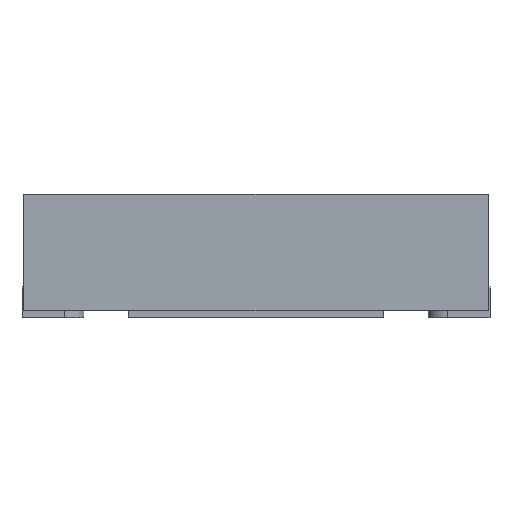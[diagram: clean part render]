
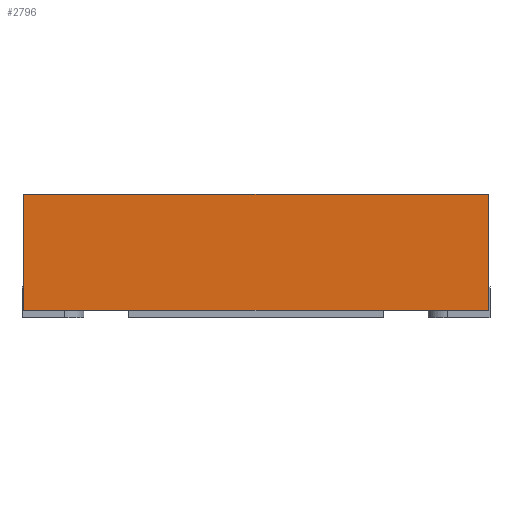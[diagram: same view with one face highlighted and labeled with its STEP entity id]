
A CAD part, front view. The second image highlights one B-rep face of the part: STEP entity #2796.
In plain terms, the highlighted planar face has unit normal (0, -1, 0).
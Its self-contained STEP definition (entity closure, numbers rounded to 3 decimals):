
#2665 = PLANE('',#2666);
#2666 = AXIS2_PLACEMENT_3D('',#2667,#2668,#2669);
#2667 = CARTESIAN_POINT('',(1.5,-1.5,0.8));
#2668 = DIRECTION('',(0.,0.,-1.));
#2669 = DIRECTION('',(1.,0.,0.));
#2796 = ADVANCED_FACE('',(#2797),#2811,.F.);
#2797 = FACE_BOUND('',#2798,.T.);
#2798 = EDGE_LOOP('',(#2799,#2834,#2862,#2885));
#2799 = ORIENTED_EDGE('',*,*,#2800,.T.);
#2800 = EDGE_CURVE('',#2801,#2803,#2805,.T.);
#2801 = VERTEX_POINT('',#2802);
#2802 = CARTESIAN_POINT('',(-1.5,-1.5,0.05));
#2803 = VERTEX_POINT('',#2804);
#2804 = CARTESIAN_POINT('',(1.5,-1.5,0.05));
#2805 = SURFACE_CURVE('',#2806,(#2810,#2822),.PCURVE_S1.);
#2806 = LINE('',#2807,#2808);
#2807 = CARTESIAN_POINT('',(-1.5,-1.5,0.05));
#2808 = VECTOR('',#2809,1.);
#2809 = DIRECTION('',(1.,0.,0.));
#2810 = PCURVE('',#2811,#2816);
#2811 = PLANE('',#2812);
#2812 = AXIS2_PLACEMENT_3D('',#2813,#2814,#2815);
#2813 = CARTESIAN_POINT('',(-1.5,-1.5,0.8));
#2814 = DIRECTION('',(0.,1.,0.));
#2815 = DIRECTION('',(-1.,0.,0.));
#2816 = DEFINITIONAL_REPRESENTATION('',(#2817),#2821);
#2817 = LINE('',#2818,#2819);
#2818 = CARTESIAN_POINT('',(0.,-0.75));
#2819 = VECTOR('',#2820,1.);
#2820 = DIRECTION('',(-1.,0.));
#2821 = ( GEOMETRIC_REPRESENTATION_CONTEXT(2) 
PARAMETRIC_REPRESENTATION_CONTEXT() REPRESENTATION_CONTEXT('2D SPACE',''
  ) );
#2822 = PCURVE('',#2823,#2828);
#2823 = PLANE('',#2824);
#2824 = AXIS2_PLACEMENT_3D('',#2825,#2826,#2827);
#2825 = CARTESIAN_POINT('',(1.5,-1.5,0.05));
#2826 = DIRECTION('',(0.,0.,-1.));
#2827 = DIRECTION('',(1.,0.,0.));
#2828 = DEFINITIONAL_REPRESENTATION('',(#2829),#2833);
#2829 = LINE('',#2830,#2831);
#2830 = CARTESIAN_POINT('',(-3.,0.));
#2831 = VECTOR('',#2832,1.);
#2832 = DIRECTION('',(1.,0.));
#2833 = ( GEOMETRIC_REPRESENTATION_CONTEXT(2) 
PARAMETRIC_REPRESENTATION_CONTEXT() REPRESENTATION_CONTEXT('2D SPACE',''
  ) );
#2834 = ORIENTED_EDGE('',*,*,#2835,.F.);
#2835 = EDGE_CURVE('',#2836,#2803,#2838,.T.);
#2836 = VERTEX_POINT('',#2837);
#2837 = CARTESIAN_POINT('',(1.5,-1.5,0.8));
#2838 = SURFACE_CURVE('',#2839,(#2843,#2850),.PCURVE_S1.);
#2839 = LINE('',#2840,#2841);
#2840 = CARTESIAN_POINT('',(1.5,-1.5,0.8));
#2841 = VECTOR('',#2842,1.);
#2842 = DIRECTION('',(0.,0.,-1.));
#2843 = PCURVE('',#2811,#2844);
#2844 = DEFINITIONAL_REPRESENTATION('',(#2845),#2849);
#2845 = LINE('',#2846,#2847);
#2846 = CARTESIAN_POINT('',(-3.,0.));
#2847 = VECTOR('',#2848,1.);
#2848 = DIRECTION('',(0.,-1.));
#2849 = ( GEOMETRIC_REPRESENTATION_CONTEXT(2) 
PARAMETRIC_REPRESENTATION_CONTEXT() REPRESENTATION_CONTEXT('2D SPACE',''
  ) );
#2850 = PCURVE('',#2851,#2856);
#2851 = PLANE('',#2852);
#2852 = AXIS2_PLACEMENT_3D('',#2853,#2854,#2855);
#2853 = CARTESIAN_POINT('',(1.5,1.5,0.8));
#2854 = DIRECTION('',(-1.,0.,0.));
#2855 = DIRECTION('',(0.,-1.,0.));
#2856 = DEFINITIONAL_REPRESENTATION('',(#2857),#2861);
#2857 = LINE('',#2858,#2859);
#2858 = CARTESIAN_POINT('',(3.,0.));
#2859 = VECTOR('',#2860,1.);
#2860 = DIRECTION('',(0.,-1.));
#2861 = ( GEOMETRIC_REPRESENTATION_CONTEXT(2) 
PARAMETRIC_REPRESENTATION_CONTEXT() REPRESENTATION_CONTEXT('2D SPACE',''
  ) );
#2862 = ORIENTED_EDGE('',*,*,#2863,.F.);
#2863 = EDGE_CURVE('',#2864,#2836,#2866,.T.);
#2864 = VERTEX_POINT('',#2865);
#2865 = CARTESIAN_POINT('',(-1.5,-1.5,0.8));
#2866 = SURFACE_CURVE('',#2867,(#2871,#2878),.PCURVE_S1.);
#2867 = LINE('',#2868,#2869);
#2868 = CARTESIAN_POINT('',(-1.5,-1.5,0.8));
#2869 = VECTOR('',#2870,1.);
#2870 = DIRECTION('',(1.,0.,0.));
#2871 = PCURVE('',#2811,#2872);
#2872 = DEFINITIONAL_REPRESENTATION('',(#2873),#2877);
#2873 = LINE('',#2874,#2875);
#2874 = CARTESIAN_POINT('',(0.,0.));
#2875 = VECTOR('',#2876,1.);
#2876 = DIRECTION('',(-1.,0.));
#2877 = ( GEOMETRIC_REPRESENTATION_CONTEXT(2) 
PARAMETRIC_REPRESENTATION_CONTEXT() REPRESENTATION_CONTEXT('2D SPACE',''
  ) );
#2878 = PCURVE('',#2665,#2879);
#2879 = DEFINITIONAL_REPRESENTATION('',(#2880),#2884);
#2880 = LINE('',#2881,#2882);
#2881 = CARTESIAN_POINT('',(-3.,0.));
#2882 = VECTOR('',#2883,1.);
#2883 = DIRECTION('',(1.,0.));
#2884 = ( GEOMETRIC_REPRESENTATION_CONTEXT(2) 
PARAMETRIC_REPRESENTATION_CONTEXT() REPRESENTATION_CONTEXT('2D SPACE',''
  ) );
#2885 = ORIENTED_EDGE('',*,*,#2886,.T.);
#2886 = EDGE_CURVE('',#2864,#2801,#2887,.T.);
#2887 = SURFACE_CURVE('',#2888,(#2892,#2899),.PCURVE_S1.);
#2888 = LINE('',#2889,#2890);
#2889 = CARTESIAN_POINT('',(-1.5,-1.5,0.8));
#2890 = VECTOR('',#2891,1.);
#2891 = DIRECTION('',(0.,0.,-1.));
#2892 = PCURVE('',#2811,#2893);
#2893 = DEFINITIONAL_REPRESENTATION('',(#2894),#2898);
#2894 = LINE('',#2895,#2896);
#2895 = CARTESIAN_POINT('',(0.,0.));
#2896 = VECTOR('',#2897,1.);
#2897 = DIRECTION('',(0.,-1.));
#2898 = ( GEOMETRIC_REPRESENTATION_CONTEXT(2) 
PARAMETRIC_REPRESENTATION_CONTEXT() REPRESENTATION_CONTEXT('2D SPACE',''
  ) );
#2899 = PCURVE('',#2900,#2905);
#2900 = PLANE('',#2901);
#2901 = AXIS2_PLACEMENT_3D('',#2902,#2903,#2904);
#2902 = CARTESIAN_POINT('',(-1.5,1.5,0.8));
#2903 = DIRECTION('',(1.,0.,0.));
#2904 = DIRECTION('',(0.,1.,0.));
#2905 = DEFINITIONAL_REPRESENTATION('',(#2906),#2910);
#2906 = LINE('',#2907,#2908);
#2907 = CARTESIAN_POINT('',(-3.,0.));
#2908 = VECTOR('',#2909,1.);
#2909 = DIRECTION('',(0.,-1.));
#2910 = ( GEOMETRIC_REPRESENTATION_CONTEXT(2) 
PARAMETRIC_REPRESENTATION_CONTEXT() REPRESENTATION_CONTEXT('2D SPACE',''
  ) );
